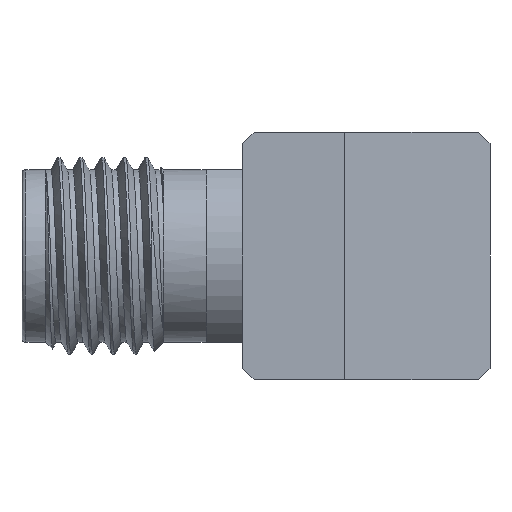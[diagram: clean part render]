
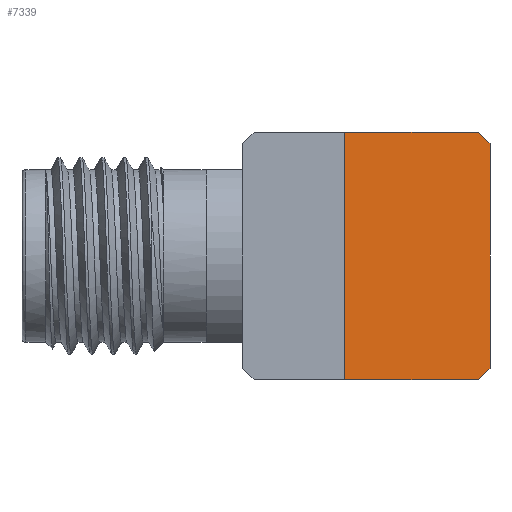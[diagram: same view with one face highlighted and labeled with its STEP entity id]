
A CAD part, left-side view. The second image highlights one B-rep face of the part: STEP entity #7339.
In plain terms, the highlighted planar face has unit normal (-0.709, -0.706, 0).
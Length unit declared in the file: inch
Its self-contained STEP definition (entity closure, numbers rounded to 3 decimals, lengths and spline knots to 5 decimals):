
#134 = EDGE_CURVE ( 'NONE', #654, #2245, #3167, .T. ) ;
#213 = FACE_OUTER_BOUND ( 'NONE', #1269, .T. ) ;
#271 = EDGE_CURVE ( 'NONE', #7926, #1910, #346, .T. ) ;
#342 = VERTEX_POINT ( 'NONE', #7970 ) ;
#346 = LINE ( 'NONE', #8574, #6132 ) ;
#389 = CARTESIAN_POINT ( 'NONE',  ( 0.01147, -0.1425, -0.15748 ) ) ;
#453 = DIRECTION ( 'NONE',  ( -0.709, -0.706, 0. ) ) ;
#654 = VERTEX_POINT ( 'NONE', #389 ) ;
#717 = ORIENTED_EDGE ( 'NONE', *, *, #4316, .F. ) ;
#794 = ORIENTED_EDGE ( 'NONE', *, *, #3108, .T. ) ;
#1107 = CARTESIAN_POINT ( 'NONE',  ( -0.1575, 0.0272, 0.31496 ) ) ;
#1124 = CARTESIAN_POINT ( 'NONE',  ( 0.02641, -0.1575, -0.14248 ) ) ;
#1269 = EDGE_LOOP ( 'NONE', ( #717, #7586, #4979, #5718, #3903, #794 ) ) ;
#1645 = AXIS2_PLACEMENT_3D ( 'NONE', #1107, #453, #2429 ) ;
#1910 = VERTEX_POINT ( 'NONE', #5544 ) ;
#2203 = LINE ( 'NONE', #8184, #3774 ) ;
#2245 = VERTEX_POINT ( 'NONE', #1124 ) ;
#2383 = CARTESIAN_POINT ( 'NONE',  ( 0.05624, -0.18746, -0.11252 ) ) ;
#2391 = DIRECTION ( 'NONE',  ( -0.706, 0.709, 0. ) ) ;
#2410 = VECTOR ( 'NONE', #7777, 39.37008 ) ;
#2429 = DIRECTION ( 'NONE',  ( 0.706, -0.709, 0. ) ) ;
#2460 = DIRECTION ( 'NONE',  ( 0.576, -0.578, 0.578 ) ) ;
#2670 = CARTESIAN_POINT ( 'NONE',  ( 0.02641, -0.1575, 0.14248 ) ) ;
#2940 = VECTOR ( 'NONE', #6362, 39.37008 ) ;
#2977 = CARTESIAN_POINT ( 'NONE',  ( -0.06549, -0.06521, 0.15748 ) ) ;
#3100 = CARTESIAN_POINT ( 'NONE',  ( -0.1575, 0.0272, 0.15748 ) ) ;
#3108 = EDGE_CURVE ( 'NONE', #8651, #342, #3796, .T. ) ;
#3167 = LINE ( 'NONE', #2383, #5296 ) ;
#3774 = VECTOR ( 'NONE', #4837, 39.37008 ) ;
#3796 = LINE ( 'NONE', #7594, #2940 ) ;
#3903 = ORIENTED_EDGE ( 'NONE', *, *, #8074, .T. ) ;
#4316 = EDGE_CURVE ( 'NONE', #654, #342, #5050, .T. ) ;
#4814 = LINE ( 'NONE', #2977, #7647 ) ;
#4837 = DIRECTION ( 'NONE',  ( 0., 0., -1. ) ) ;
#4979 = ORIENTED_EDGE ( 'NONE', *, *, #5356, .F. ) ;
#5050 = LINE ( 'NONE', #6549, #2410 ) ;
#5296 = VECTOR ( 'NONE', #2460, 39.37008 ) ;
#5356 = EDGE_CURVE ( 'NONE', #7926, #2245, #2203, .T. ) ;
#5544 = CARTESIAN_POINT ( 'NONE',  ( 0.01147, -0.1425, 0.15748 ) ) ;
#5718 = ORIENTED_EDGE ( 'NONE', *, *, #271, .T. ) ;
#6132 = VECTOR ( 'NONE', #7203, 39.37008 ) ;
#6362 = DIRECTION ( 'NONE',  ( 0., 0., -1. ) ) ;
#6549 = CARTESIAN_POINT ( 'NONE',  ( -0.06549, -0.06521, -0.15748 ) ) ;
#7203 = DIRECTION ( 'NONE',  ( -0.576, 0.578, 0.578 ) ) ;
#7339 = ADVANCED_FACE ( 'NONE', ( #213 ), #8429, .T. ) ;
#7586 = ORIENTED_EDGE ( 'NONE', *, *, #134, .T. ) ;
#7594 = CARTESIAN_POINT ( 'NONE',  ( -0.1575, 0.0272, 0.31496 ) ) ;
#7647 = VECTOR ( 'NONE', #2391, 39.37008 ) ;
#7777 = DIRECTION ( 'NONE',  ( -0.706, 0.709, 0. ) ) ;
#7926 = VERTEX_POINT ( 'NONE', #2670 ) ;
#7970 = CARTESIAN_POINT ( 'NONE',  ( -0.1575, 0.0272, -0.15748 ) ) ;
#8074 = EDGE_CURVE ( 'NONE', #1910, #8651, #4814, .T. ) ;
#8184 = CARTESIAN_POINT ( 'NONE',  ( 0.02641, -0.1575, 0.31496 ) ) ;
#8429 = PLANE ( 'NONE',  #1645 ) ;
#8574 = CARTESIAN_POINT ( 'NONE',  ( -0.15343, 0.02311, 0.32309 ) ) ;
#8651 = VERTEX_POINT ( 'NONE', #3100 ) ;
